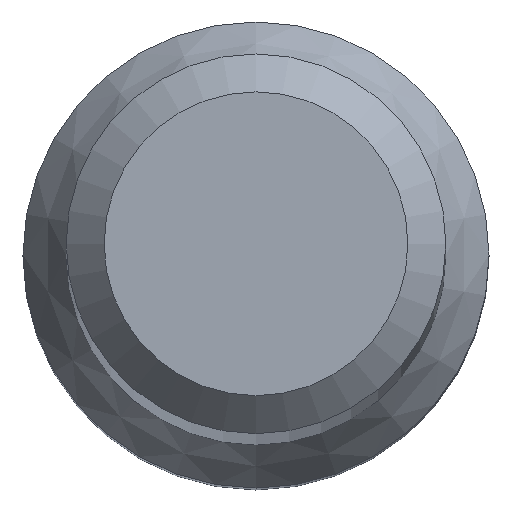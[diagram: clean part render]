
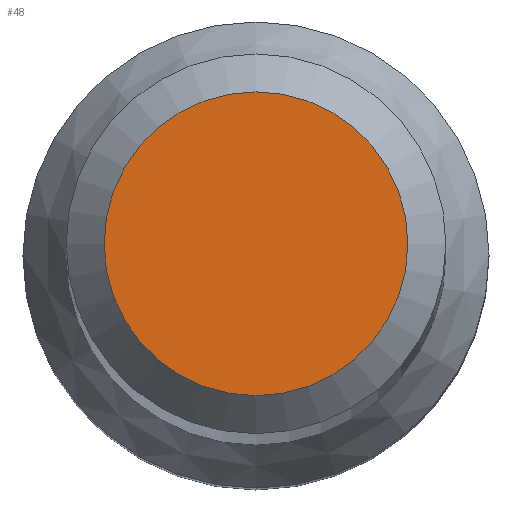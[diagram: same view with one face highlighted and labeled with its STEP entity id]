
A CAD part, top view. The second image highlights one B-rep face of the part: STEP entity #48.
In plain terms, the highlighted planar face has unit normal (0, 0, 1).
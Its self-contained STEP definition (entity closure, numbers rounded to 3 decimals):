
#5 = VERTEX_POINT ( 'NONE', #171 ) ;
#13 = ORIENTED_EDGE ( 'NONE', *, *, #15, .F. ) ;
#15 = EDGE_CURVE ( 'NONE', #5, #5, #185, .T. ) ;
#16 = EDGE_LOOP ( 'NONE', ( #13 ) ) ;
#35 = FACE_OUTER_BOUND ( 'NONE', #16, .T. ) ;
#48 = ADVANCED_FACE ( 'NONE', ( #35 ), #105, .F. ) ;
#58 = DIRECTION ( 'NONE',  ( 0., 0., -1. ) ) ;
#84 = AXIS2_PLACEMENT_3D ( 'NONE', #205, #58, #106 ) ;
#88 = DIRECTION ( 'NONE',  ( 0., 1., 0. ) ) ;
#105 = PLANE ( 'NONE',  #178 ) ;
#106 = DIRECTION ( 'NONE',  ( 0., 1., 0. ) ) ;
#130 = DIRECTION ( 'NONE',  ( 0., 0., -1. ) ) ;
#143 = CARTESIAN_POINT ( 'NONE',  ( 0., 0., 80. ) ) ;
#171 = CARTESIAN_POINT ( 'NONE',  ( 0., 1.6, 80. ) ) ;
#178 = AXIS2_PLACEMENT_3D ( 'NONE', #143, #130, #88 ) ;
#185 = CIRCLE ( 'NONE', #84, 1.6 ) ;
#205 = CARTESIAN_POINT ( 'NONE',  ( 0., 0., 80. ) ) ;
